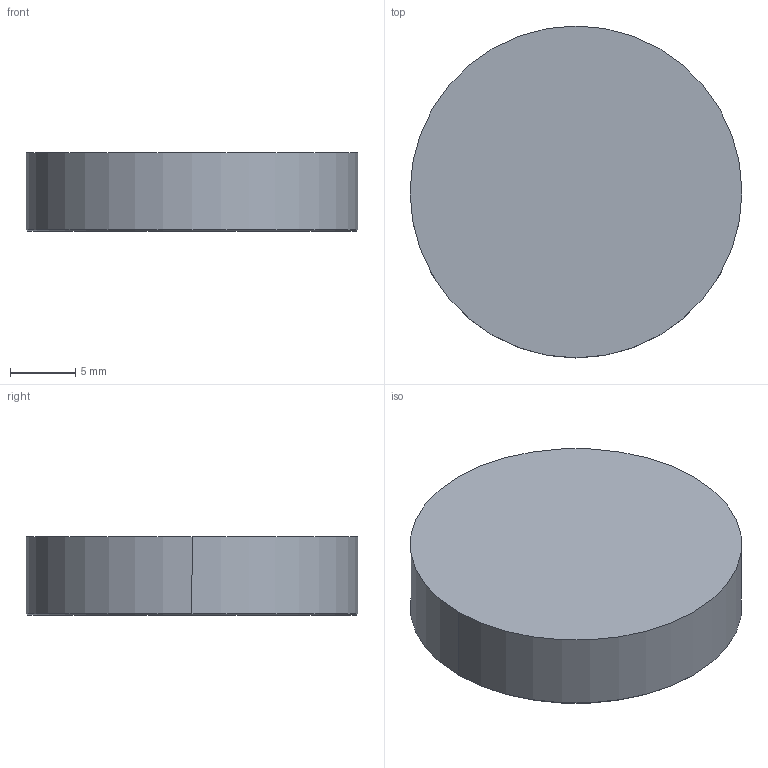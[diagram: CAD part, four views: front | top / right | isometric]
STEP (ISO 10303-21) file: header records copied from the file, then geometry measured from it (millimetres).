
FILE_DESCRIPTION (( 'STEP AP214' ), '1' );
FILE_NAME ('6810-E0W.step', '2007-11-09T05:50:48', ( ' ' ), ( ' ' ), 'SwSTEP 2.0', 'SolidWorks 2007', '' );
FILE_SCHEMA (( 'AUTOMOTIVE_DESIGN' ));
Length unit declared in the file: inch
Products named in the file (1): 6810-E0W
Bounding box: 25.4 x 25.4 x 6 mm (x, y, z)
Surface area: 1487.5 mm2 (no closed solid volume)
Topology: 0 solids, 1 shells, 6 faces, 10 edges, 6 vertices
Faces by surface type: cylinder 2, cone 2, plane 2
Entity records: 236 total; most frequent: DIRECTION 30, CARTESIAN_POINT 23, ORIENTED_EDGE 20, AXIS2_PLACEMENT_3D 13, EDGE_CURVE 10, LENGTH_MEASURE_WITH_UNIT 7, DIMENSIONAL_EXPONENTS 7, UNCERTAINTY_MEASURE_WITH_UNIT 7
